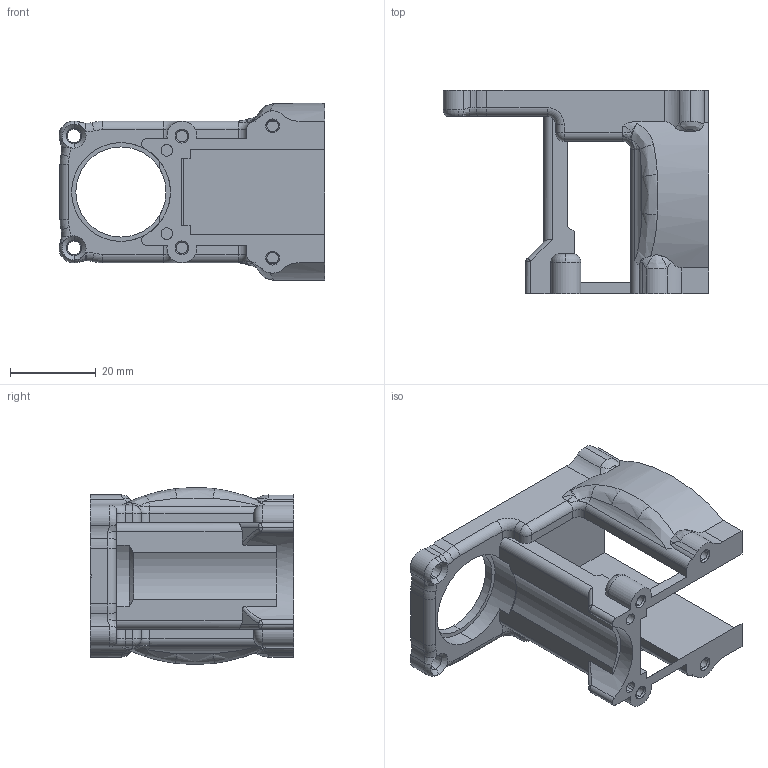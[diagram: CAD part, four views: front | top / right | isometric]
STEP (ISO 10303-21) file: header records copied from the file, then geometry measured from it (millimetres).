
FILE_DESCRIPTION (( 'STEP AP214' ), '1' );
FILE_NAME ('SAM_case4-5_p2.STEP', '2025-01-01T01:49:39', ( '' ), ( '' ), 'SwSTEP 2.0', 'SolidWorks 2023', '' );
FILE_SCHEMA (( 'AUTOMOTIVE_DESIGN' ));
Length unit declared in the file: millimetre
Products named in the file (1): SAM_case4-5_p2
Bounding box: 61.92 x 47.4 x 41.23 mm (x, y, z)
Volume: 21636.1 mm3; surface area: 13696.9 mm2
Topology: 1 solids, 1 shells, 278 faces, 717 edges, 440 vertices
Faces by surface type: cylinder 117, plane 75, bspline 41, torus 22, cone 21, sphere 2
Entity records: 11428 total; most frequent: CARTESIAN_POINT 4915, ORIENTED_EDGE 1422, DIRECTION 1306, EDGE_CURVE 711, AXIS2_PLACEMENT_3D 499, VERTEX_POINT 440, VECTOR 308, LINE 308
